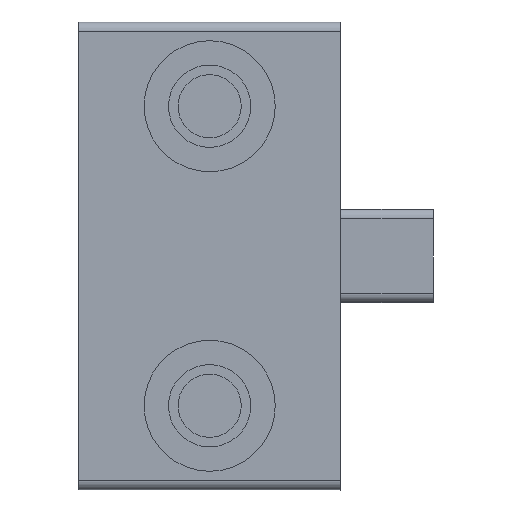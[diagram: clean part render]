
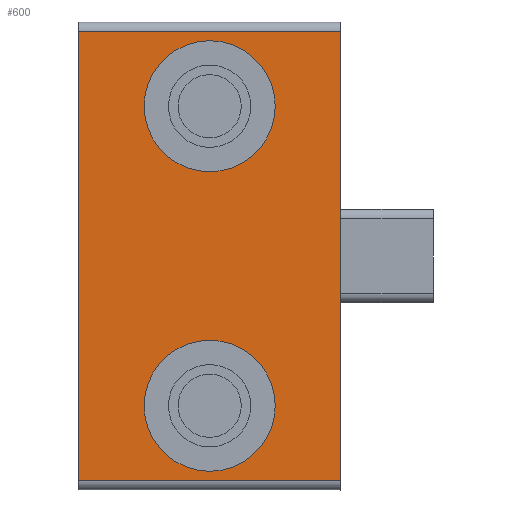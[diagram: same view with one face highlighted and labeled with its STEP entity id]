
A CAD part, left-side view. The second image highlights one B-rep face of the part: STEP entity #600.
In plain terms, the highlighted planar face has unit normal (-1, 0, 0).
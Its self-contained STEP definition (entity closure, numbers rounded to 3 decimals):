
#44 = PLANE('',#45);
#45 = AXIS2_PLACEMENT_3D('',#46,#47,#48);
#46 = CARTESIAN_POINT('',(-12.5,0.,25.));
#47 = DIRECTION('',(0.,-1.,0.));
#48 = DIRECTION('',(0.,0.,-1.));
#72 = CYLINDRICAL_SURFACE('',#73,1.);
#73 = AXIS2_PLACEMENT_3D('',#74,#75,#76);
#74 = CARTESIAN_POINT('',(-19.,0.,1.));
#75 = DIRECTION('',(0.,-1.,0.));
#76 = DIRECTION('',(0.,0.,-1.));
#100 = PLANE('',#101);
#101 = AXIS2_PLACEMENT_3D('',#102,#103,#104);
#102 = CARTESIAN_POINT('',(-12.5,-28.,25.));
#103 = DIRECTION('',(0.,-1.,0.));
#104 = DIRECTION('',(0.,0.,-1.));
#194 = VERTEX_POINT('',#195);
#195 = CARTESIAN_POINT('',(-20.,0.,49.));
#214 = CYLINDRICAL_SURFACE('',#215,1.);
#215 = AXIS2_PLACEMENT_3D('',#216,#217,#218);
#216 = CARTESIAN_POINT('',(-19.,0.,49.));
#217 = DIRECTION('',(0.,-1.,0.));
#218 = DIRECTION('',(-1.,0.,0.));
#226 = EDGE_CURVE('',#194,#227,#229,.T.);
#227 = VERTEX_POINT('',#228);
#228 = CARTESIAN_POINT('',(-20.,0.,1.));
#229 = SURFACE_CURVE('',#230,(#234,#241),.PCURVE_S1.);
#230 = LINE('',#231,#232);
#231 = CARTESIAN_POINT('',(-20.,0.,50.));
#232 = VECTOR('',#233,1.);
#233 = DIRECTION('',(0.,0.,-1.));
#234 = PCURVE('',#44,#235);
#235 = DEFINITIONAL_REPRESENTATION('',(#236),#240);
#236 = LINE('',#237,#238);
#237 = CARTESIAN_POINT('',(-25.,-7.5));
#238 = VECTOR('',#239,1.);
#239 = DIRECTION('',(1.,0.));
#240 = ( GEOMETRIC_REPRESENTATION_CONTEXT(2) 
PARAMETRIC_REPRESENTATION_CONTEXT() REPRESENTATION_CONTEXT('2D SPACE',''
  ) );
#241 = PCURVE('',#242,#247);
#242 = PLANE('',#243);
#243 = AXIS2_PLACEMENT_3D('',#244,#245,#246);
#244 = CARTESIAN_POINT('',(-20.,0.,50.));
#245 = DIRECTION('',(1.,0.,0.));
#246 = DIRECTION('',(0.,0.,-1.));
#247 = DEFINITIONAL_REPRESENTATION('',(#248),#252);
#248 = LINE('',#249,#250);
#249 = CARTESIAN_POINT('',(0.,0.));
#250 = VECTOR('',#251,1.);
#251 = DIRECTION('',(1.,0.));
#252 = ( GEOMETRIC_REPRESENTATION_CONTEXT(2) 
PARAMETRIC_REPRESENTATION_CONTEXT() REPRESENTATION_CONTEXT('2D SPACE',''
  ) );
#284 = EDGE_CURVE('',#227,#285,#287,.T.);
#285 = VERTEX_POINT('',#286);
#286 = CARTESIAN_POINT('',(-20.,-28.,1.));
#287 = SURFACE_CURVE('',#288,(#292,#299),.PCURVE_S1.);
#288 = LINE('',#289,#290);
#289 = CARTESIAN_POINT('',(-20.,0.,1.));
#290 = VECTOR('',#291,1.);
#291 = DIRECTION('',(0.,-1.,0.));
#292 = PCURVE('',#72,#293);
#293 = DEFINITIONAL_REPRESENTATION('',(#294),#298);
#294 = LINE('',#295,#296);
#295 = CARTESIAN_POINT('',(-1.571,0.));
#296 = VECTOR('',#297,1.);
#297 = DIRECTION('',(0.,1.));
#298 = ( GEOMETRIC_REPRESENTATION_CONTEXT(2) 
PARAMETRIC_REPRESENTATION_CONTEXT() REPRESENTATION_CONTEXT('2D SPACE',''
  ) );
#299 = PCURVE('',#242,#300);
#300 = DEFINITIONAL_REPRESENTATION('',(#301),#305);
#301 = LINE('',#302,#303);
#302 = CARTESIAN_POINT('',(49.,0.));
#303 = VECTOR('',#304,1.);
#304 = DIRECTION('',(0.,-1.));
#305 = ( GEOMETRIC_REPRESENTATION_CONTEXT(2) 
PARAMETRIC_REPRESENTATION_CONTEXT() REPRESENTATION_CONTEXT('2D SPACE',''
  ) );
#552 = VERTEX_POINT('',#553);
#553 = CARTESIAN_POINT('',(-20.,-28.,49.));
#579 = EDGE_CURVE('',#552,#285,#580,.T.);
#580 = SURFACE_CURVE('',#581,(#585,#592),.PCURVE_S1.);
#581 = LINE('',#582,#583);
#582 = CARTESIAN_POINT('',(-20.,-28.,50.));
#583 = VECTOR('',#584,1.);
#584 = DIRECTION('',(0.,0.,-1.));
#585 = PCURVE('',#100,#586);
#586 = DEFINITIONAL_REPRESENTATION('',(#587),#591);
#587 = LINE('',#588,#589);
#588 = CARTESIAN_POINT('',(-25.,-7.5));
#589 = VECTOR('',#590,1.);
#590 = DIRECTION('',(1.,0.));
#591 = ( GEOMETRIC_REPRESENTATION_CONTEXT(2) 
PARAMETRIC_REPRESENTATION_CONTEXT() REPRESENTATION_CONTEXT('2D SPACE',''
  ) );
#592 = PCURVE('',#242,#593);
#593 = DEFINITIONAL_REPRESENTATION('',(#594),#598);
#594 = LINE('',#595,#596);
#595 = CARTESIAN_POINT('',(0.,-28.));
#596 = VECTOR('',#597,1.);
#597 = DIRECTION('',(1.,0.));
#598 = ( GEOMETRIC_REPRESENTATION_CONTEXT(2) 
PARAMETRIC_REPRESENTATION_CONTEXT() REPRESENTATION_CONTEXT('2D SPACE',''
  ) );
#600 = ADVANCED_FACE('',(#601,#627,#662),#242,.F.);
#601 = FACE_BOUND('',#602,.F.);
#602 = EDGE_LOOP('',(#603,#604,#625,#626));
#603 = ORIENTED_EDGE('',*,*,#226,.F.);
#604 = ORIENTED_EDGE('',*,*,#605,.T.);
#605 = EDGE_CURVE('',#194,#552,#606,.T.);
#606 = SURFACE_CURVE('',#607,(#611,#618),.PCURVE_S1.);
#607 = LINE('',#608,#609);
#608 = CARTESIAN_POINT('',(-20.,0.,49.));
#609 = VECTOR('',#610,1.);
#610 = DIRECTION('',(0.,-1.,0.));
#611 = PCURVE('',#242,#612);
#612 = DEFINITIONAL_REPRESENTATION('',(#613),#617);
#613 = LINE('',#614,#615);
#614 = CARTESIAN_POINT('',(1.,0.));
#615 = VECTOR('',#616,1.);
#616 = DIRECTION('',(0.,-1.));
#617 = ( GEOMETRIC_REPRESENTATION_CONTEXT(2) 
PARAMETRIC_REPRESENTATION_CONTEXT() REPRESENTATION_CONTEXT('2D SPACE',''
  ) );
#618 = PCURVE('',#214,#619);
#619 = DEFINITIONAL_REPRESENTATION('',(#620),#624);
#620 = LINE('',#621,#622);
#621 = CARTESIAN_POINT('',(0.,0.));
#622 = VECTOR('',#623,1.);
#623 = DIRECTION('',(0.,1.));
#624 = ( GEOMETRIC_REPRESENTATION_CONTEXT(2) 
PARAMETRIC_REPRESENTATION_CONTEXT() REPRESENTATION_CONTEXT('2D SPACE',''
  ) );
#625 = ORIENTED_EDGE('',*,*,#579,.T.);
#626 = ORIENTED_EDGE('',*,*,#284,.F.);
#627 = FACE_BOUND('',#628,.F.);
#628 = EDGE_LOOP('',(#629));
#629 = ORIENTED_EDGE('',*,*,#630,.T.);
#630 = EDGE_CURVE('',#631,#631,#633,.T.);
#631 = VERTEX_POINT('',#632);
#632 = CARTESIAN_POINT('',(-20.,-14.,34.));
#633 = SURFACE_CURVE('',#634,(#639,#650),.PCURVE_S1.);
#634 = CIRCLE('',#635,7.);
#635 = AXIS2_PLACEMENT_3D('',#636,#637,#638);
#636 = CARTESIAN_POINT('',(-20.,-14.,41.));
#637 = DIRECTION('',(-1.,0.,0.));
#638 = DIRECTION('',(0.,0.,-1.));
#639 = PCURVE('',#242,#640);
#640 = DEFINITIONAL_REPRESENTATION('',(#641),#649);
#641 = ( BOUNDED_CURVE() B_SPLINE_CURVE(2,(#642,#643,#644,#645,#646,#647
,#648),.UNSPECIFIED.,.T.,.F.) B_SPLINE_CURVE_WITH_KNOTS((1,2,2,2,2,1),(
    -2.094,0.,2.094,4.189,6.283,
8.378),.UNSPECIFIED.) CURVE() GEOMETRIC_REPRESENTATION_ITEM() 
RATIONAL_B_SPLINE_CURVE((1.,0.5,1.,0.5,1.,0.5,1.)) REPRESENTATION_ITEM(
  '') );
#642 = CARTESIAN_POINT('',(16.,-14.));
#643 = CARTESIAN_POINT('',(16.,-26.124));
#644 = CARTESIAN_POINT('',(5.5,-20.062));
#645 = CARTESIAN_POINT('',(-5.,-14.));
#646 = CARTESIAN_POINT('',(5.5,-7.938));
#647 = CARTESIAN_POINT('',(16.,-1.876));
#648 = CARTESIAN_POINT('',(16.,-14.));
#649 = ( GEOMETRIC_REPRESENTATION_CONTEXT(2) 
PARAMETRIC_REPRESENTATION_CONTEXT() REPRESENTATION_CONTEXT('2D SPACE',''
  ) );
#650 = PCURVE('',#651,#656);
#651 = CYLINDRICAL_SURFACE('',#652,7.);
#652 = AXIS2_PLACEMENT_3D('',#653,#654,#655);
#653 = CARTESIAN_POINT('',(-20.,-14.,41.));
#654 = DIRECTION('',(-1.,0.,0.));
#655 = DIRECTION('',(0.,0.,-1.));
#656 = DEFINITIONAL_REPRESENTATION('',(#657),#661);
#657 = LINE('',#658,#659);
#658 = CARTESIAN_POINT('',(0.,0.));
#659 = VECTOR('',#660,1.);
#660 = DIRECTION('',(1.,0.));
#661 = ( GEOMETRIC_REPRESENTATION_CONTEXT(2) 
PARAMETRIC_REPRESENTATION_CONTEXT() REPRESENTATION_CONTEXT('2D SPACE',''
  ) );
#662 = FACE_BOUND('',#663,.F.);
#663 = EDGE_LOOP('',(#664));
#664 = ORIENTED_EDGE('',*,*,#665,.T.);
#665 = EDGE_CURVE('',#666,#666,#668,.T.);
#666 = VERTEX_POINT('',#667);
#667 = CARTESIAN_POINT('',(-20.,-14.,2.));
#668 = SURFACE_CURVE('',#669,(#674,#685),.PCURVE_S1.);
#669 = CIRCLE('',#670,7.);
#670 = AXIS2_PLACEMENT_3D('',#671,#672,#673);
#671 = CARTESIAN_POINT('',(-20.,-14.,9.));
#672 = DIRECTION('',(-1.,0.,0.));
#673 = DIRECTION('',(0.,0.,-1.));
#674 = PCURVE('',#242,#675);
#675 = DEFINITIONAL_REPRESENTATION('',(#676),#684);
#676 = ( BOUNDED_CURVE() B_SPLINE_CURVE(2,(#677,#678,#679,#680,#681,#682
,#683),.UNSPECIFIED.,.T.,.F.) B_SPLINE_CURVE_WITH_KNOTS((1,2,2,2,2,1),(
    -2.094,0.,2.094,4.189,6.283,
8.378),.UNSPECIFIED.) CURVE() GEOMETRIC_REPRESENTATION_ITEM() 
RATIONAL_B_SPLINE_CURVE((1.,0.5,1.,0.5,1.,0.5,1.)) REPRESENTATION_ITEM(
  '') );
#677 = CARTESIAN_POINT('',(48.,-14.));
#678 = CARTESIAN_POINT('',(48.,-26.124));
#679 = CARTESIAN_POINT('',(37.5,-20.062));
#680 = CARTESIAN_POINT('',(27.,-14.));
#681 = CARTESIAN_POINT('',(37.5,-7.938));
#682 = CARTESIAN_POINT('',(48.,-1.876));
#683 = CARTESIAN_POINT('',(48.,-14.));
#684 = ( GEOMETRIC_REPRESENTATION_CONTEXT(2) 
PARAMETRIC_REPRESENTATION_CONTEXT() REPRESENTATION_CONTEXT('2D SPACE',''
  ) );
#685 = PCURVE('',#686,#691);
#686 = CYLINDRICAL_SURFACE('',#687,7.);
#687 = AXIS2_PLACEMENT_3D('',#688,#689,#690);
#688 = CARTESIAN_POINT('',(-20.,-14.,9.));
#689 = DIRECTION('',(-1.,0.,0.));
#690 = DIRECTION('',(0.,0.,-1.));
#691 = DEFINITIONAL_REPRESENTATION('',(#692),#696);
#692 = LINE('',#693,#694);
#693 = CARTESIAN_POINT('',(0.,0.));
#694 = VECTOR('',#695,1.);
#695 = DIRECTION('',(1.,0.));
#696 = ( GEOMETRIC_REPRESENTATION_CONTEXT(2) 
PARAMETRIC_REPRESENTATION_CONTEXT() REPRESENTATION_CONTEXT('2D SPACE',''
  ) );
